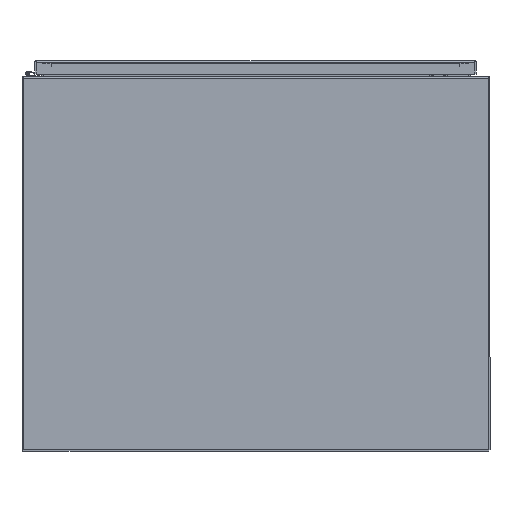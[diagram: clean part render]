
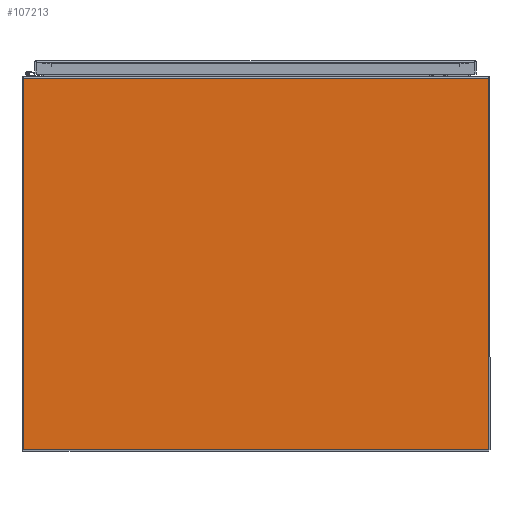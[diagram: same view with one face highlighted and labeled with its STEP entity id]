
A CAD part, front view. The second image highlights one B-rep face of the part: STEP entity #107213.
In plain terms, the highlighted face is planar.
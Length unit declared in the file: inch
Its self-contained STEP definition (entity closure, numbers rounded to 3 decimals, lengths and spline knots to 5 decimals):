
#13793 = ORIENTED_EDGE ( 'NONE', *, *, #32148, .T. ) ;
#17017 = LINE ( 'NONE', #149869, #182392 ) ;
#27214 = EDGE_CURVE ( 'NONE', #149443, #177652, #103488, .T. ) ;
#32148 = EDGE_CURVE ( 'NONE', #197829, #175562, #119056, .T. ) ;
#32678 = CARTESIAN_POINT ( 'NONE',  ( -14.9688, -11.8907, 0.0937 ) ) ;
#38399 = EDGE_CURVE ( 'NONE', #177652, #175562, #40841, .T. ) ;
#40841 = LINE ( 'NONE', #45171, #46008 ) ;
#45171 = CARTESIAN_POINT ( 'NONE',  ( 14.9688, 12.01565, 0.0937 ) ) ;
#46008 = VECTOR ( 'NONE', #67400, 39.37008 ) ;
#49308 = CARTESIAN_POINT ( 'NONE',  ( 0., 0., 0.0937 ) ) ;
#65997 = DIRECTION ( 'NONE',  ( 1., 0., 0. ) ) ;
#67400 = DIRECTION ( 'NONE',  ( 0., -1., 0. ) ) ;
#77175 = CARTESIAN_POINT ( 'NONE',  ( 14.9688, -11.8907, 0.0937 ) ) ;
#82420 = ORIENTED_EDGE ( 'NONE', *, *, #27214, .F. ) ;
#90134 = DIRECTION ( 'NONE',  ( 1., 0., 0. ) ) ;
#90379 = CARTESIAN_POINT ( 'NONE',  ( -14.9688, 12.01565, 0.0937 ) ) ;
#91973 = FACE_OUTER_BOUND ( 'NONE', #162771, .T. ) ;
#98949 = CARTESIAN_POINT ( 'NONE',  ( -14.9688, 12.01565, 0.0937 ) ) ;
#100170 = DIRECTION ( 'NONE',  ( 0., 1., 0. ) ) ;
#103488 = LINE ( 'NONE', #90379, #191048 ) ;
#107213 = ADVANCED_FACE ( 'NONE', ( #91973 ), #180658, .T. ) ;
#119056 = LINE ( 'NONE', #186763, #157703 ) ;
#141600 = ORIENTED_EDGE ( 'NONE', *, *, #38399, .F. ) ;
#145009 = AXIS2_PLACEMENT_3D ( 'NONE', #49308, #164815, #65997 ) ;
#149443 = VERTEX_POINT ( 'NONE', #98949 ) ;
#149869 = CARTESIAN_POINT ( 'NONE',  ( -14.9688, -12.01565, 0.0937 ) ) ;
#154137 = ORIENTED_EDGE ( 'NONE', *, *, #209982, .F. ) ;
#157703 = VECTOR ( 'NONE', #189327, 39.37008 ) ;
#162771 = EDGE_LOOP ( 'NONE', ( #13793, #141600, #82420, #154137 ) ) ;
#164815 = DIRECTION ( 'NONE',  ( 0., 0., 1. ) ) ;
#175562 = VERTEX_POINT ( 'NONE', #77175 ) ;
#177652 = VERTEX_POINT ( 'NONE', #205563 ) ;
#180658 = PLANE ( 'NONE',  #145009 ) ;
#182392 = VECTOR ( 'NONE', #100170, 39.37008 ) ;
#186763 = CARTESIAN_POINT ( 'NONE',  ( -7.4844, -11.8907, 0.0937 ) ) ;
#189327 = DIRECTION ( 'NONE',  ( 1., 0., 0. ) ) ;
#191048 = VECTOR ( 'NONE', #90134, 39.37008 ) ;
#197829 = VERTEX_POINT ( 'NONE', #32678 ) ;
#205563 = CARTESIAN_POINT ( 'NONE',  ( 14.9688, 12.01565, 0.0937 ) ) ;
#209982 = EDGE_CURVE ( 'NONE', #197829, #149443, #17017, .T. ) ;
